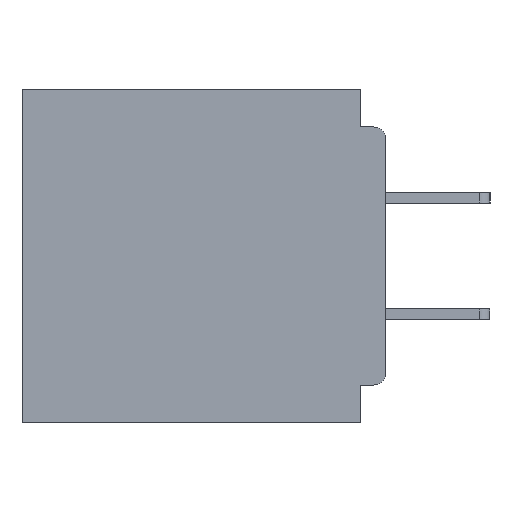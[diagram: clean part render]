
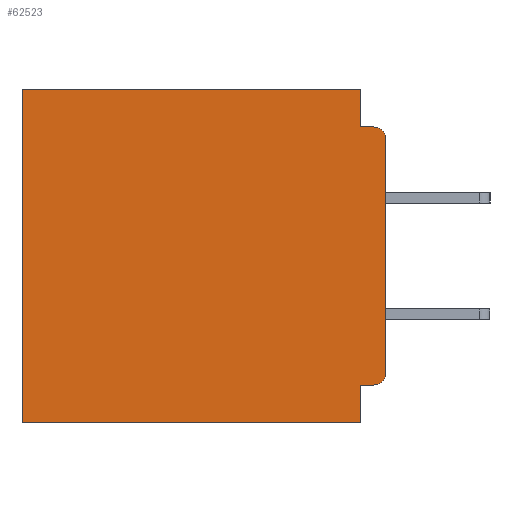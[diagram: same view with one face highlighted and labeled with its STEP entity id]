
A CAD part, left-side view. The second image highlights one B-rep face of the part: STEP entity #62523.
In plain terms, the highlighted planar face has unit normal (-1, 0, 0).
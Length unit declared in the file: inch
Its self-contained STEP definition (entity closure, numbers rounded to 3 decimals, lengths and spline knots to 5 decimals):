
#300 = FACE_OUTER_BOUND ( 'NONE', #51100, .T. ) ;
#1523 = DIRECTION ( 'NONE',  ( -1., 0., 0. ) ) ;
#2435 = CARTESIAN_POINT ( 'NONE',  ( 0.3, 0., -0.045 ) ) ;
#4440 = EDGE_CURVE ( 'NONE', #27760, #24212, #51427, .T. ) ;
#5386 = VERTEX_POINT ( 'NONE', #40039 ) ;
#6375 = LINE ( 'NONE', #15436, #58572 ) ;
#6664 = ORIENTED_EDGE ( 'NONE', *, *, #10418, .F. ) ;
#6865 = CARTESIAN_POINT ( 'NONE',  ( 0.3, 0., 0. ) ) ;
#7926 = ORIENTED_EDGE ( 'NONE', *, *, #15792, .F. ) ;
#8619 = VECTOR ( 'NONE', #37212, 39.37008 ) ;
#8649 = ORIENTED_EDGE ( 'NONE', *, *, #4440, .T. ) ;
#10418 = EDGE_CURVE ( 'NONE', #50422, #19115, #21434, .T. ) ;
#10774 = LINE ( 'NONE', #2435, #12393 ) ;
#11153 = VECTOR ( 'NONE', #14465, 39.37008 ) ;
#11692 = DIRECTION ( 'NONE',  ( 0., 0., -1. ) ) ;
#12393 = VECTOR ( 'NONE', #37954, 39.37008 ) ;
#12641 = DIRECTION ( 'NONE',  ( 0., 1., 0. ) ) ;
#13000 = CARTESIAN_POINT ( 'NONE',  ( 0.3, 0.437, -0.4 ) ) ;
#13207 = DIRECTION ( 'NONE',  ( 0., 0., -1. ) ) ;
#14465 = DIRECTION ( 'NONE',  ( 0., 0., -1. ) ) ;
#15136 = CARTESIAN_POINT ( 'NONE',  ( 0.3, 0.015, -0.355 ) ) ;
#15436 = CARTESIAN_POINT ( 'NONE',  ( 0.3, 0.031, -0.4 ) ) ;
#15792 = EDGE_CURVE ( 'NONE', #52108, #36448, #6375, .T. ) ;
#17112 = VECTOR ( 'NONE', #13207, 39.37008 ) ;
#17586 = ORIENTED_EDGE ( 'NONE', *, *, #32371, .T. ) ;
#18310 = AXIS2_PLACEMENT_3D ( 'NONE', #25644, #60928, #30762 ) ;
#19115 = VERTEX_POINT ( 'NONE', #58354 ) ;
#19651 = EDGE_CURVE ( 'NONE', #36448, #25936, #49027, .T. ) ;
#20411 = AXIS2_PLACEMENT_3D ( 'NONE', #31970, #1523, #37044 ) ;
#21434 = LINE ( 'NONE', #59196, #46722 ) ;
#22462 = CARTESIAN_POINT ( 'NONE',  ( 0.3, 0.031, 0. ) ) ;
#23361 = CARTESIAN_POINT ( 'NONE',  ( 0.3, 0., -0.06 ) ) ;
#24212 = VERTEX_POINT ( 'NONE', #48592 ) ;
#25644 = CARTESIAN_POINT ( 'NONE',  ( 0.3, 0.015, -0.06 ) ) ;
#25936 = VERTEX_POINT ( 'NONE', #32928 ) ;
#26764 = CARTESIAN_POINT ( 'NONE',  ( 0.3, 0., -0.4 ) ) ;
#27389 = CARTESIAN_POINT ( 'NONE',  ( 0.3, 0.031, -0.355 ) ) ;
#27760 = VERTEX_POINT ( 'NONE', #22462 ) ;
#28050 = EDGE_CURVE ( 'NONE', #27760, #41451, #38125, .T. ) ;
#30762 = DIRECTION ( 'NONE',  ( 0., 0., -1. ) ) ;
#31676 = EDGE_CURVE ( 'NONE', #34234, #52108, #61430, .T. ) ;
#31970 = CARTESIAN_POINT ( 'NONE',  ( 0.3, 0.015, -0.34 ) ) ;
#32371 = EDGE_CURVE ( 'NONE', #24212, #25936, #58933, .T. ) ;
#32928 = CARTESIAN_POINT ( 'NONE',  ( 0.3, 0.437, -0.4 ) ) ;
#34234 = VERTEX_POINT ( 'NONE', #15136 ) ;
#35127 = CIRCLE ( 'NONE', #20411, 0.015 ) ;
#36448 = VERTEX_POINT ( 'NONE', #53499 ) ;
#36966 = PLANE ( 'NONE',  #50509 ) ;
#37044 = DIRECTION ( 'NONE',  ( 0., 0., -1. ) ) ;
#37212 = DIRECTION ( 'NONE',  ( 0., 1., 0. ) ) ;
#37954 = DIRECTION ( 'NONE',  ( 0., -1., 0. ) ) ;
#38030 = VECTOR ( 'NONE', #52473, 39.37008 ) ;
#38125 = LINE ( 'NONE', #49581, #11153 ) ;
#40039 = CARTESIAN_POINT ( 'NONE',  ( 0.3, 0.015, -0.045 ) ) ;
#41451 = VERTEX_POINT ( 'NONE', #52349 ) ;
#42031 = DIRECTION ( 'NONE',  ( 1., 0., 0. ) ) ;
#42121 = ORIENTED_EDGE ( 'NONE', *, *, #31676, .F. ) ;
#42280 = CARTESIAN_POINT ( 'NONE',  ( 0.3, 0., -0.4 ) ) ;
#43364 = ORIENTED_EDGE ( 'NONE', *, *, #55118, .F. ) ;
#46722 = VECTOR ( 'NONE', #64309, 39.37008 ) ;
#47902 = EDGE_CURVE ( 'NONE', #50422, #5386, #59381, .T. ) ;
#47990 = CARTESIAN_POINT ( 'NONE',  ( 0.3, 0., -0.355 ) ) ;
#48223 = ORIENTED_EDGE ( 'NONE', *, *, #28050, .F. ) ;
#48592 = CARTESIAN_POINT ( 'NONE',  ( 0.3, 0.437, 0. ) ) ;
#49027 = LINE ( 'NONE', #42280, #8619 ) ;
#49581 = CARTESIAN_POINT ( 'NONE',  ( 0.3, 0.031, 0. ) ) ;
#49588 = VECTOR ( 'NONE', #12641, 39.37008 ) ;
#50422 = VERTEX_POINT ( 'NONE', #23361 ) ;
#50509 = AXIS2_PLACEMENT_3D ( 'NONE', #26764, #42031, #11692 ) ;
#50774 = DIRECTION ( 'NONE',  ( 0., 0., -1. ) ) ;
#51100 = EDGE_LOOP ( 'NONE', ( #6664, #63653, #43364, #48223, #8649, #17586, #57092, #7926, #42121, #56008 ) ) ;
#51427 = LINE ( 'NONE', #6865, #38030 ) ;
#52108 = VERTEX_POINT ( 'NONE', #27389 ) ;
#52349 = CARTESIAN_POINT ( 'NONE',  ( 0.3, 0.031, -0.045 ) ) ;
#52473 = DIRECTION ( 'NONE',  ( 0., 1., 0. ) ) ;
#53499 = CARTESIAN_POINT ( 'NONE',  ( 0.3, 0.031, -0.4 ) ) ;
#55118 = EDGE_CURVE ( 'NONE', #41451, #5386, #10774, .T. ) ;
#56008 = ORIENTED_EDGE ( 'NONE', *, *, #58402, .T. ) ;
#57092 = ORIENTED_EDGE ( 'NONE', *, *, #19651, .F. ) ;
#58354 = CARTESIAN_POINT ( 'NONE',  ( 0.3, 0., -0.34 ) ) ;
#58402 = EDGE_CURVE ( 'NONE', #34234, #19115, #35127, .T. ) ;
#58572 = VECTOR ( 'NONE', #50774, 39.37008 ) ;
#58933 = LINE ( 'NONE', #13000, #17112 ) ;
#59196 = CARTESIAN_POINT ( 'NONE',  ( 0.3, 0., -0.4 ) ) ;
#59381 = CIRCLE ( 'NONE', #18310, 0.015 ) ;
#60928 = DIRECTION ( 'NONE',  ( -1., 0., 0. ) ) ;
#61430 = LINE ( 'NONE', #47990, #49588 ) ;
#62523 = ADVANCED_FACE ( 'NONE', ( #300 ), #36966, .F. ) ;
#63653 = ORIENTED_EDGE ( 'NONE', *, *, #47902, .T. ) ;
#64309 = DIRECTION ( 'NONE',  ( 0., 0., -1. ) ) ;
